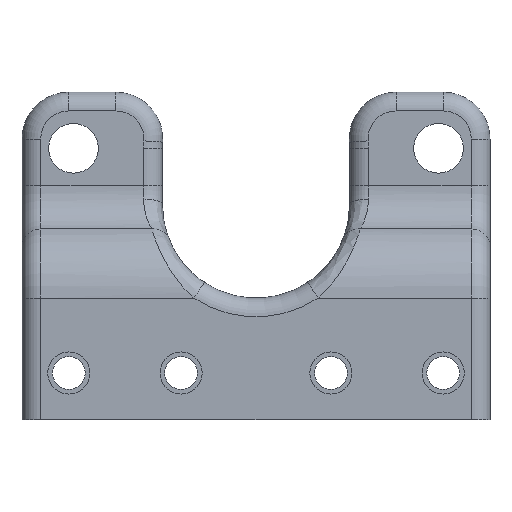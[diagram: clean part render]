
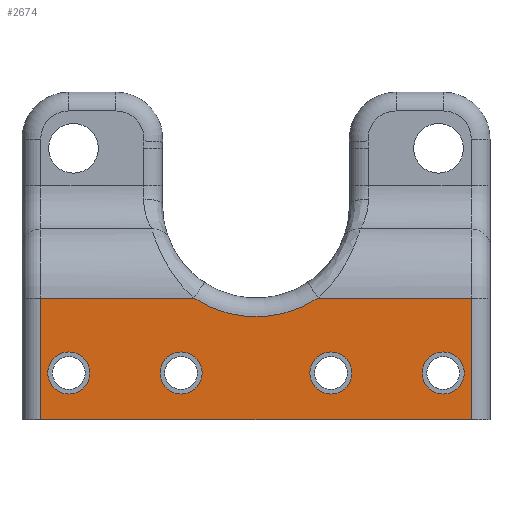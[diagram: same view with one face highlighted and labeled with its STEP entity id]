
A CAD part, left-side view. The second image highlights one B-rep face of the part: STEP entity #2674.
In plain terms, the highlighted planar face has unit normal (-1, 0, 0).
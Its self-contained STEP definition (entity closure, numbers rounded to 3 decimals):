
#14 = CARTESIAN_POINT ( 'NONE',  ( -53., 8., -24. ) ) ;
#33 = AXIS2_PLACEMENT_3D ( 'NONE', #2023, #3336, #3114 ) ;
#41 = LINE ( 'NONE', #64, #1335 ) ;
#64 = CARTESIAN_POINT ( 'NONE',  ( -53., -14.817, -16. ) ) ;
#74 = DIRECTION ( 'NONE',  ( -1., 0., 0. ) ) ;
#97 = AXIS2_PLACEMENT_3D ( 'NONE', #2429, #101, #448 ) ;
#101 = DIRECTION ( 'NONE',  ( -1., 0., 0. ) ) ;
#118 = CARTESIAN_POINT ( 'NONE',  ( -53., 23., -22.5 ) ) ;
#160 = LINE ( 'NONE', #118, #1700 ) ;
#173 = CARTESIAN_POINT ( 'NONE',  ( -53., 10.25, -24. ) ) ;
#210 = ORIENTED_EDGE ( 'NONE', *, *, #270, .F. ) ;
#256 = ORIENTED_EDGE ( 'NONE', *, *, #3686, .F. ) ;
#270 = EDGE_CURVE ( 'NONE', #4150, #837, #3717, .T. ) ;
#314 = CIRCLE ( 'NONE', #2699, 2.25 ) ;
#362 = VERTEX_POINT ( 'NONE', #173 ) ;
#368 = CIRCLE ( 'NONE', #503, 2.25 ) ;
#385 = CIRCLE ( 'NONE', #33, 2.25 ) ;
#395 = CARTESIAN_POINT ( 'NONE',  ( -53., 17.75, -24. ) ) ;
#400 = ORIENTED_EDGE ( 'NONE', *, *, #585, .F. ) ;
#448 = DIRECTION ( 'NONE',  ( 0., 1., 0. ) ) ;
#503 = AXIS2_PLACEMENT_3D ( 'NONE', #3410, #1536, #861 ) ;
#585 = EDGE_CURVE ( 'NONE', #1179, #1250, #41, .T. ) ;
#616 = EDGE_LOOP ( 'NONE', ( #400, #1042, #210, #951, #4049, #709 ) ) ;
#686 = EDGE_CURVE ( 'NONE', #2540, #2175, #2030, .T. ) ;
#703 = CARTESIAN_POINT ( 'NONE',  ( -53., -23., -14. ) ) ;
#704 = DIRECTION ( 'NONE',  ( 0., 1., 0. ) ) ;
#709 = ORIENTED_EDGE ( 'NONE', *, *, #1299, .F. ) ;
#725 = PLANE ( 'NONE',  #1531 ) ;
#738 = DIRECTION ( 'NONE',  ( -1., 0., 0. ) ) ;
#837 = VERTEX_POINT ( 'NONE', #1544 ) ;
#861 = DIRECTION ( 'NONE',  ( 0., 1., 0. ) ) ;
#880 = VECTOR ( 'NONE', #3296, 1000. ) ;
#899 = CARTESIAN_POINT ( 'NONE',  ( -53., 23., -16. ) ) ;
#951 = ORIENTED_EDGE ( 'NONE', *, *, #1537, .F. ) ;
#977 = DIRECTION ( 'NONE',  ( 1., 0., 0. ) ) ;
#986 = EDGE_LOOP ( 'NONE', ( #2422, #256 ) ) ;
#1042 = ORIENTED_EDGE ( 'NONE', *, *, #3812, .F. ) ;
#1154 = EDGE_CURVE ( 'NONE', #2175, #2540, #368, .T. ) ;
#1179 = VERTEX_POINT ( 'NONE', #2503 ) ;
#1220 = CARTESIAN_POINT ( 'NONE',  ( -53., -23., -29. ) ) ;
#1250 = VERTEX_POINT ( 'NONE', #3492 ) ;
#1284 = VERTEX_POINT ( 'NONE', #2546 ) ;
#1299 = EDGE_CURVE ( 'NONE', #1250, #3952, #3565, .T. ) ;
#1335 = VECTOR ( 'NONE', #1359, 1000. ) ;
#1359 = DIRECTION ( 'NONE',  ( 0., -1., 0. ) ) ;
#1412 = CARTESIAN_POINT ( 'NONE',  ( -53., -20., -24. ) ) ;
#1531 = AXIS2_PLACEMENT_3D ( 'NONE', #3964, #977, #704 ) ;
#1536 = DIRECTION ( 'NONE',  ( -1., 0., 0. ) ) ;
#1537 = EDGE_CURVE ( 'NONE', #2857, #4150, #160, .T. ) ;
#1544 = CARTESIAN_POINT ( 'NONE',  ( -53., 6.633, -16. ) ) ;
#1628 = ORIENTED_EDGE ( 'NONE', *, *, #3405, .F. ) ;
#1656 = EDGE_LOOP ( 'NONE', ( #1628, #1660 ) ) ;
#1660 = ORIENTED_EDGE ( 'NONE', *, *, #2776, .F. ) ;
#1700 = VECTOR ( 'NONE', #3750, 1000. ) ;
#1703 = VERTEX_POINT ( 'NONE', #3868 ) ;
#1708 = FACE_BOUND ( 'NONE', #2425, .T. ) ;
#1811 = CARTESIAN_POINT ( 'NONE',  ( -53., -8., -24. ) ) ;
#1838 = CARTESIAN_POINT ( 'NONE',  ( -53., 14.817, -16. ) ) ;
#1864 = DIRECTION ( 'NONE',  ( -1., 0., 0. ) ) ;
#1897 = VERTEX_POINT ( 'NONE', #3287 ) ;
#1903 = DIRECTION ( 'NONE',  ( 0., 1., 0. ) ) ;
#1939 = CIRCLE ( 'NONE', #97, 2.25 ) ;
#1963 = CARTESIAN_POINT ( 'NONE',  ( -53., 20., -24. ) ) ;
#2023 = CARTESIAN_POINT ( 'NONE',  ( -53., -20., -24. ) ) ;
#2030 = CIRCLE ( 'NONE', #3464, 2.25 ) ;
#2044 = CARTESIAN_POINT ( 'NONE',  ( -53., 0., -6. ) ) ;
#2045 = EDGE_CURVE ( 'NONE', #3952, #2857, #2183, .T. ) ;
#2175 = VERTEX_POINT ( 'NONE', #395 ) ;
#2183 = LINE ( 'NONE', #4119, #2869 ) ;
#2220 = CARTESIAN_POINT ( 'NONE',  ( -53., 22.25, -24. ) ) ;
#2369 = DIRECTION ( 'NONE',  ( -1., 0., 0. ) ) ;
#2421 = AXIS2_PLACEMENT_3D ( 'NONE', #14, #74, #3012 ) ;
#2422 = ORIENTED_EDGE ( 'NONE', *, *, #3970, .F. ) ;
#2425 = EDGE_LOOP ( 'NONE', ( #3292, #2471 ) ) ;
#2429 = CARTESIAN_POINT ( 'NONE',  ( -53., -8., -24. ) ) ;
#2466 = DIRECTION ( 'NONE',  ( 0., 1., 0. ) ) ;
#2471 = ORIENTED_EDGE ( 'NONE', *, *, #3788, .F. ) ;
#2477 = CIRCLE ( 'NONE', #2622, 2.25 ) ;
#2485 = CARTESIAN_POINT ( 'NONE',  ( -53., 8., -24. ) ) ;
#2503 = CARTESIAN_POINT ( 'NONE',  ( -53., -6.633, -16. ) ) ;
#2540 = VERTEX_POINT ( 'NONE', #2220 ) ;
#2546 = CARTESIAN_POINT ( 'NONE',  ( -53., -17.75, -24. ) ) ;
#2622 = AXIS2_PLACEMENT_3D ( 'NONE', #1811, #2369, #3120 ) ;
#2674 = ADVANCED_FACE ( 'NONE', ( #3016, #3901, #3943, #1708, #2998 ), #725, .F. ) ;
#2699 = AXIS2_PLACEMENT_3D ( 'NONE', #1412, #738, #3072 ) ;
#2744 = DIRECTION ( 'NONE',  ( -1., 0., 0. ) ) ;
#2749 = CARTESIAN_POINT ( 'NONE',  ( -53., 23., -29. ) ) ;
#2776 = EDGE_CURVE ( 'NONE', #3333, #1897, #2477, .T. ) ;
#2836 = CIRCLE ( 'NONE', #2421, 2.25 ) ;
#2857 = VERTEX_POINT ( 'NONE', #2749 ) ;
#2869 = VECTOR ( 'NONE', #1903, 1000. ) ;
#2906 = AXIS2_PLACEMENT_3D ( 'NONE', #2485, #1864, #2466 ) ;
#2996 = VERTEX_POINT ( 'NONE', #3665 ) ;
#2998 = FACE_OUTER_BOUND ( 'NONE', #616, .T. ) ;
#3001 = DIRECTION ( 'NONE',  ( -1., 0., 0. ) ) ;
#3012 = DIRECTION ( 'NONE',  ( 0., 1., 0. ) ) ;
#3014 = EDGE_CURVE ( 'NONE', #1284, #2996, #314, .T. ) ;
#3016 = FACE_BOUND ( 'NONE', #3785, .T. ) ;
#3062 = DIRECTION ( 'NONE',  ( 0., -1., 0. ) ) ;
#3072 = DIRECTION ( 'NONE',  ( 0., 1., 0. ) ) ;
#3114 = DIRECTION ( 'NONE',  ( 0., 1., 0. ) ) ;
#3120 = DIRECTION ( 'NONE',  ( 0., 1., 0. ) ) ;
#3250 = AXIS2_PLACEMENT_3D ( 'NONE', #2044, #2744, #3414 ) ;
#3287 = CARTESIAN_POINT ( 'NONE',  ( -53., -5.75, -24. ) ) ;
#3292 = ORIENTED_EDGE ( 'NONE', *, *, #3014, .F. ) ;
#3296 = DIRECTION ( 'NONE',  ( 0., 0., -1. ) ) ;
#3333 = VERTEX_POINT ( 'NONE', #3989 ) ;
#3336 = DIRECTION ( 'NONE',  ( -1., 0., 0. ) ) ;
#3383 = CIRCLE ( 'NONE', #3250, 12. ) ;
#3405 = EDGE_CURVE ( 'NONE', #1897, #3333, #1939, .T. ) ;
#3410 = CARTESIAN_POINT ( 'NONE',  ( -53., 20., -24. ) ) ;
#3414 = DIRECTION ( 'NONE',  ( 0., 1., 0. ) ) ;
#3464 = AXIS2_PLACEMENT_3D ( 'NONE', #1963, #3001, #3967 ) ;
#3492 = CARTESIAN_POINT ( 'NONE',  ( -53., -23., -16. ) ) ;
#3565 = LINE ( 'NONE', #703, #880 ) ;
#3653 = CIRCLE ( 'NONE', #2906, 2.25 ) ;
#3665 = CARTESIAN_POINT ( 'NONE',  ( -53., -22.25, -24. ) ) ;
#3686 = EDGE_CURVE ( 'NONE', #1703, #362, #2836, .T. ) ;
#3717 = LINE ( 'NONE', #1838, #3794 ) ;
#3750 = DIRECTION ( 'NONE',  ( 0., 0., 1. ) ) ;
#3785 = EDGE_LOOP ( 'NONE', ( #4024, #3806 ) ) ;
#3788 = EDGE_CURVE ( 'NONE', #2996, #1284, #385, .T. ) ;
#3794 = VECTOR ( 'NONE', #3062, 1000. ) ;
#3806 = ORIENTED_EDGE ( 'NONE', *, *, #1154, .F. ) ;
#3812 = EDGE_CURVE ( 'NONE', #837, #1179, #3383, .T. ) ;
#3868 = CARTESIAN_POINT ( 'NONE',  ( -53., 5.75, -24. ) ) ;
#3901 = FACE_BOUND ( 'NONE', #986, .T. ) ;
#3943 = FACE_BOUND ( 'NONE', #1656, .T. ) ;
#3952 = VERTEX_POINT ( 'NONE', #1220 ) ;
#3964 = CARTESIAN_POINT ( 'NONE',  ( -53., 0., 6. ) ) ;
#3967 = DIRECTION ( 'NONE',  ( 0., 1., 0. ) ) ;
#3970 = EDGE_CURVE ( 'NONE', #362, #1703, #3653, .T. ) ;
#3989 = CARTESIAN_POINT ( 'NONE',  ( -53., -10.25, -24. ) ) ;
#4024 = ORIENTED_EDGE ( 'NONE', *, *, #686, .F. ) ;
#4049 = ORIENTED_EDGE ( 'NONE', *, *, #2045, .F. ) ;
#4119 = CARTESIAN_POINT ( 'NONE',  ( -53., 0., -29. ) ) ;
#4150 = VERTEX_POINT ( 'NONE', #899 ) ;
